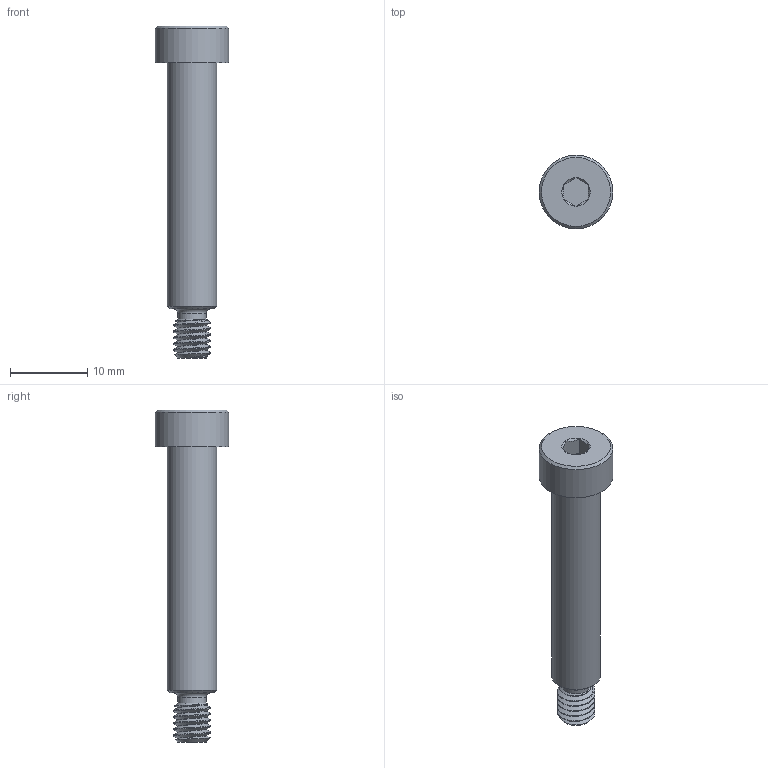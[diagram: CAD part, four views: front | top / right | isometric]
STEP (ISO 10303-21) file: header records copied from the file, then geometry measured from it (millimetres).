
FILE_DESCRIPTION(/* description */ (''),/* implementation_level */ '2;1');
FILE_NAME(/* name */ 'Pulley Assembly.93985A544.step',/* time_stamp */ '2020-09-18T12:55:39-07:00',/* author */ (''),/* organization */ (''),/* preprocessor_version */ 'ST-DEVELOPER v18.1',/* originating_system */ 'Autodesk Translation Framework v9.3.0.1241',/* authorisation */ '');
FILE_SCHEMA (('AUTOMOTIVE_DESIGN { 1 0 10303 214 3 1 1 }'));
Length unit declared in the file: inch
Products named in the file (1): 93985A544
Bounding box: 9.53 x 9.53 x 42.86 mm (x, y, z)
Volume: 1408.5 mm3; surface area: 1061.5 mm2
Topology: 1 solids, 1 shells, 42 faces, 95 edges, 58 vertices
Faces by surface type: cylinder 17, cone 11, plane 11, bspline 2, torus 1
Full cylindrical faces by diameter (mm): 3.683 x1, 3.795 x6, 4.826 x4, 6.35 x1, 9.525 x1
Entity records: 2337 total; most frequent: CARTESIAN_POINT 1450, ORIENTED_EDGE 190, DIRECTION 162, EDGE_CURVE 95, AXIS2_PLACEMENT_3D 65, VERTEX_POINT 58, EDGE_LOOP 45, FACE_OUTER_BOUND 42
